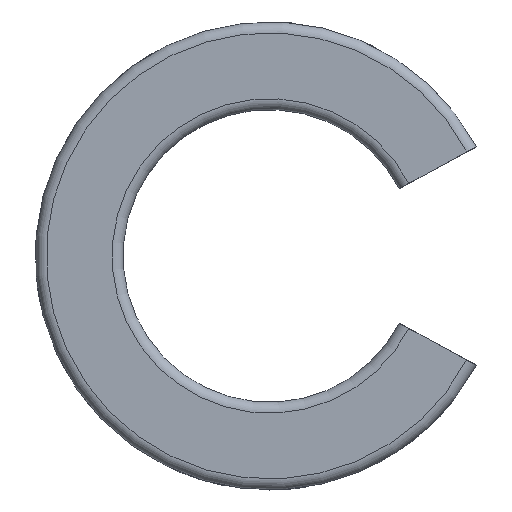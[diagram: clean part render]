
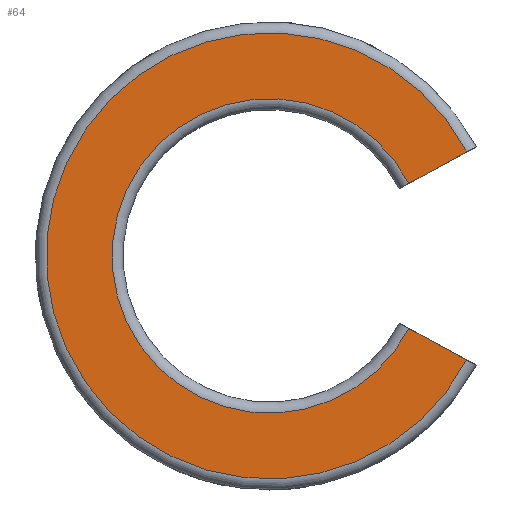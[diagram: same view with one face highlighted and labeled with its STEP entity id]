
A CAD part, left-side view. The second image highlights one B-rep face of the part: STEP entity #64.
In plain terms, the highlighted planar face has unit normal (-1, 0, 0).
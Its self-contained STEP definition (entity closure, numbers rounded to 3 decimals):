
#64 = ADVANCED_FACE( '', ( #132 ), #133, .T. );
#132 = FACE_OUTER_BOUND( '', #235, .T. );
#133 = PLANE( '', #236 );
#235 = EDGE_LOOP( '', ( #369, #370, #371, #372 ) );
#236 = AXIS2_PLACEMENT_3D( '', #373, #374, #375 );
#369 = ORIENTED_EDGE( '', *, *, #481, .F. );
#370 = ORIENTED_EDGE( '', *, *, #454, .T. );
#371 = ORIENTED_EDGE( '', *, *, #469, .T. );
#372 = ORIENTED_EDGE( '', *, *, #498, .T. );
#373 = CARTESIAN_POINT( '', ( 0., 19.063, 0. ) );
#374 = DIRECTION( '', ( -1., 0., 0. ) );
#375 = DIRECTION( '', ( 0., 0., 1. ) );
#454 = EDGE_CURVE( '', #532, #533, #534, .T. );
#469 = EDGE_CURVE( '', #533, #559, #560, .T. );
#481 = EDGE_CURVE( '', #532, #577, #578, .T. );
#498 = EDGE_CURVE( '', #559, #577, #601, .T. );
#532 = VERTEX_POINT( '', #640 );
#533 = VERTEX_POINT( '', #641 );
#534 = LINE( '', #642, #643 );
#559 = VERTEX_POINT( '', #711 );
#560 = CIRCLE( '', #712, 13.438 );
#577 = VERTEX_POINT( '', #746 );
#578 = CIRCLE( '', #747, 19.063 );
#601 = LINE( '', #847, #848 );
#640 = CARTESIAN_POINT( '', ( 0., -16.867, -8.882 ) );
#641 = CARTESIAN_POINT( '', ( 0., -11.923, -6.197 ) );
#642 = CARTESIAN_POINT( '', ( 0., -18.13, -9.568 ) );
#643 = VECTOR( '', #880, 1000. );
#711 = CARTESIAN_POINT( '', ( 0., -11.923, 6.197 ) );
#712 = AXIS2_PLACEMENT_3D( '', #889, #890, #891 );
#746 = CARTESIAN_POINT( '', ( 0., -16.867, 8.882 ) );
#747 = AXIS2_PLACEMENT_3D( '', #908, #909, #910 );
#847 = CARTESIAN_POINT( '', ( 0., -0.509, 0. ) );
#848 = VECTOR( '', #924, 1000. );
#880 = DIRECTION( '', ( 0., 0.879, 0.477 ) );
#889 = CARTESIAN_POINT( '', ( 0., 0., 0. ) );
#890 = DIRECTION( '', ( 1., 0., 0. ) );
#891 = DIRECTION( '', ( 0., 0., -1. ) );
#908 = CARTESIAN_POINT( '', ( 0., 0., 0. ) );
#909 = DIRECTION( '', ( 1., 0., 0. ) );
#910 = DIRECTION( '', ( 0., 0., -1. ) );
#924 = DIRECTION( '', ( 0., -0.879, 0.477 ) );
